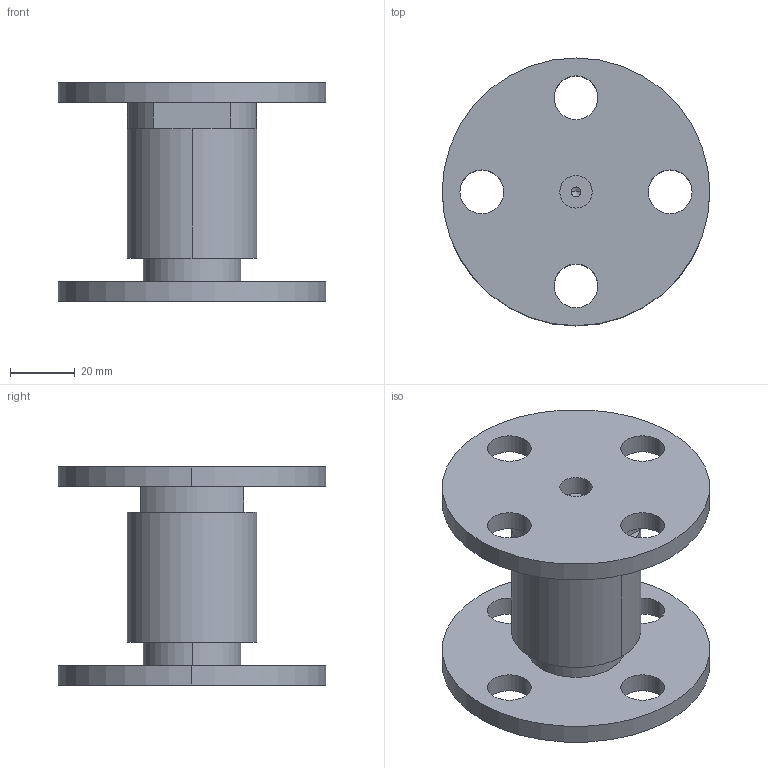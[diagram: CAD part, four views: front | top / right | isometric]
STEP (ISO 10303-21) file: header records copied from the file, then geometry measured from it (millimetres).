
FILE_DESCRIPTION(('CATIA V6 STEP','CAx-IF Rec.Pracs.--- Model Styling and Organization---1.5--- 2016-08-15','CAx-IF Rec.Pracs.---Supplemental Geometry---1.0---2011-11-01','CAx-IF Rec.Pracs.--- Composite Materials ---3.4---2017-06-13','CAx-IF Rec.Pracs.---Tessellated 3D Geometry---1.0---2015-12-17'),'2;1');
FILE_NAME('Usinage_221117.stp','2022-11-17T17:40:51+00:00',('none'),('none'),'3DEXPERIENCE Platform3DEXPERIENCE R2022x HotFix 6.15','3DEXPERIENCE Platform STEP AP242 v2','none');
FILE_SCHEMA(('AP242_MANAGED_MODEL_BASED_3D_ENGINEERING_MIM_LF {1 0 10303 442 1 1 4}'));
Length unit declared in the file: millimetre
Products named in the file (1): Forme 3D00010292
Bounding box: 82.5 x 82.5 x 67.2 mm (x, y, z)
Volume: 114798.5 mm3; surface area: 46362.9 mm2
Topology: 6 solids, 6 shells, 94 faces, 206 edges, 125 vertices
Faces by surface type: cylinder 46, plane 22, revolution 16, cone 8, torus 2
Entity records: 2546 total; most frequent: CARTESIAN_POINT 555, ORIENTED_EDGE 408, DIRECTION 302, EDGE_CURVE 204, AXIS2_PLACEMENT_3D 170, VERTEX_POINT 123, EDGE_LOOP 121, CIRCLE 120
